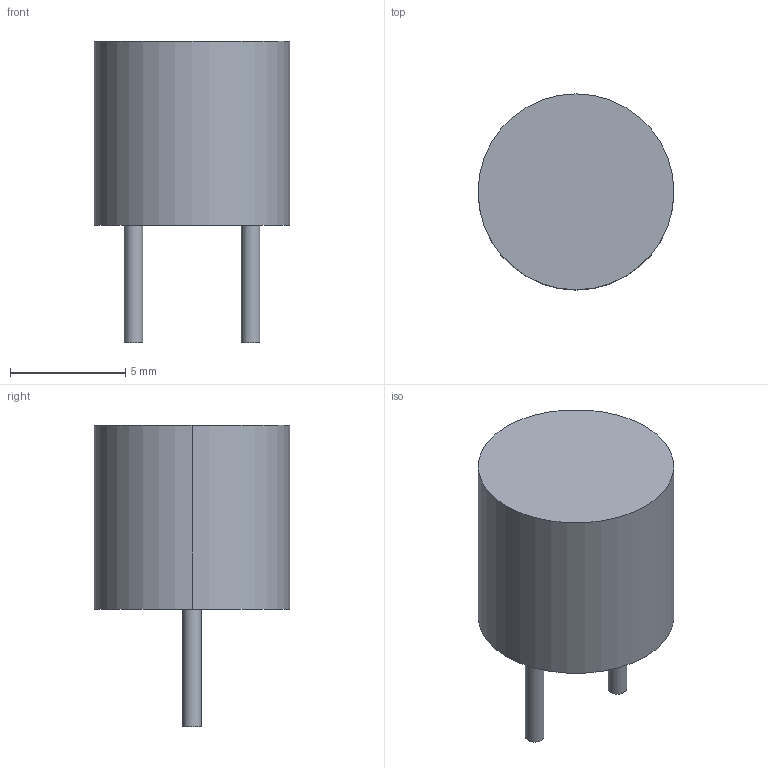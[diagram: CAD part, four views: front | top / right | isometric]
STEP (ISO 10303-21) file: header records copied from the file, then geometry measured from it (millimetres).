
FILE_DESCRIPTION(('FreeCAD Model'),'2;1');
FILE_NAME('952096.1.2.stp','2021-02-07T15:17:40',( 'Author'),(''),'Open CASCADE STEP processor 6.9','FreeCAD','Unknown' );
FILE_SCHEMA(('AUTOMOTIVE_DESIGN { 1 0 10303 214 1 1 1 1 }'));
Length unit declared in the file: millimetre
Products named in the file (3): ASSEMBLY; Body; Leads
Assembly tree (2 placements, depth 2):
  ASSEMBLY
    Body
    Leads
Bounding box: 8.5 x 8.5 x 13.1 mm (x, y, z)
Volume: 459.1 mm3; surface area: 354.8 mm2
Topology: 3 solids, 4 shells, 11 faces, 12 edges, 8 vertices
Faces by surface type: plane 7, cylinder 4
Full cylindrical faces by diameter (mm): 0.8 x2
Entity records: 483 total; most frequent: DIRECTION 78, CARTESIAN_POINT 64, ORIENTED_EDGE 30, PCURVE 28, DEFINITIONAL_REPRESENTATION 28, LINE 26, VECTOR 26, AXIS2_PLACEMENT_3D 22
